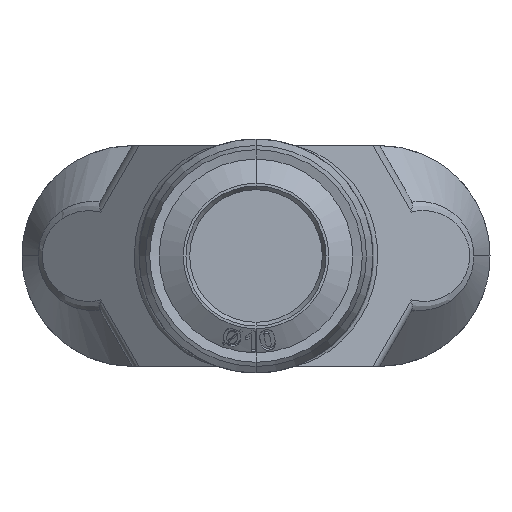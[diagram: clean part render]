
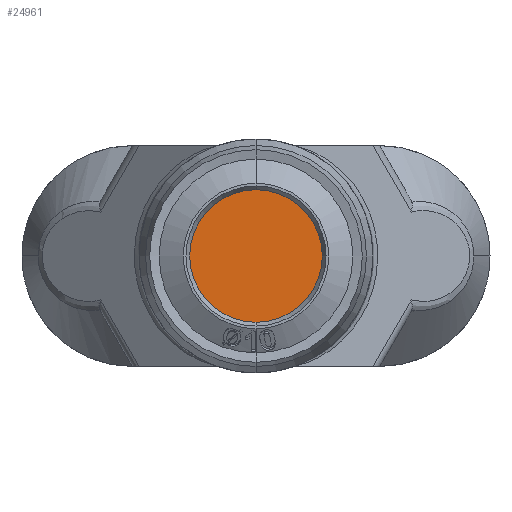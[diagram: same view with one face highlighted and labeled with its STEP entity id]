
A CAD part, front view. The second image highlights one B-rep face of the part: STEP entity #24961.
In plain terms, the highlighted planar face has unit normal (0, -1, 0).
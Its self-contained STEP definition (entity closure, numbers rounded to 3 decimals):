
#1241 = AXIS2_PLACEMENT_3D ( 'NONE', #2223, #2227, #2228 ) ;
#2223 = CARTESIAN_POINT ( 'NONE',  ( 0., 4.6, 0. ) ) ;
#2225 = PLANE ( 'NONE',  #1241 ) ;
#2227 = DIRECTION ( 'NONE',  ( 0., 1., 0. ) ) ;
#2228 = DIRECTION ( 'NONE',  ( 0., 0., 1. ) ) ;
#2691 = FACE_OUTER_BOUND ( 'NONE', #7335, .T. ) ;
#5496 = EDGE_CURVE ( 'NONE', #8472, #8470, #7616, .T. ) ;
#5950 = CARTESIAN_POINT ( 'NONE',  ( 0., 4.6, 0. ) ) ;
#5951 = DIRECTION ( 'NONE',  ( 0., 1., 0. ) ) ;
#5952 = DIRECTION ( 'NONE',  ( 0., 0., -1. ) ) ;
#6289 = EDGE_CURVE ( 'NONE', #8470, #8472, #9755, .T. ) ;
#7335 = EDGE_LOOP ( 'NONE', ( #7533, #7534 ) ) ;
#7533 = ORIENTED_EDGE ( 'NONE', *, *, #5496, .F. ) ;
#7534 = ORIENTED_EDGE ( 'NONE', *, *, #6289, .F. ) ;
#7616 = CIRCLE ( 'NONE', #9696, 5.1 ) ;
#8470 = VERTEX_POINT ( 'NONE', #11340 ) ;
#8472 = VERTEX_POINT ( 'NONE', #11342 ) ;
#9696 = AXIS2_PLACEMENT_3D ( 'NONE', #5950, #5951, #5952 ) ;
#9755 = CIRCLE ( 'NONE', #17764, 5.1 ) ;
#11340 = CARTESIAN_POINT ( 'NONE',  ( 0., 4.6, 5.1 ) ) ;
#11342 = CARTESIAN_POINT ( 'NONE',  ( 0., 4.6, -5.1 ) ) ;
#17764 = AXIS2_PLACEMENT_3D ( 'NONE', #19194, #19195, #19196 ) ;
#19194 = CARTESIAN_POINT ( 'NONE',  ( 0., 4.6, 0. ) ) ;
#19195 = DIRECTION ( 'NONE',  ( 0., 1., 0. ) ) ;
#19196 = DIRECTION ( 'NONE',  ( 0., 0., -1. ) ) ;
#24961 = ADVANCED_FACE ( 'NONE', ( #2691 ), #2225, .F. ) ;
